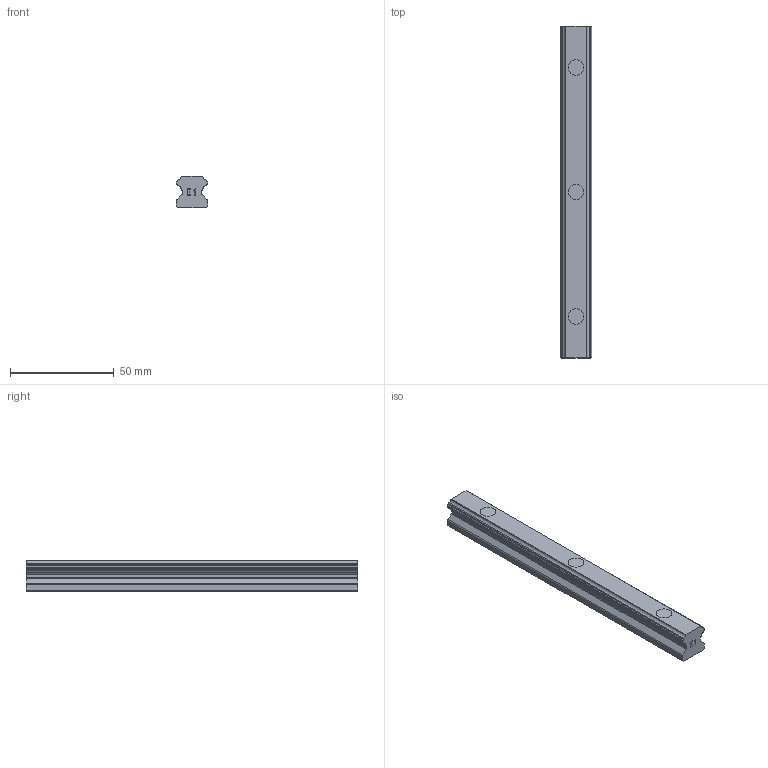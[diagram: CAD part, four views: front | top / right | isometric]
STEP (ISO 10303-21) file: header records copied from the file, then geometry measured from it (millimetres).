
FILE_DESCRIPTION(('STEP AP214'),'1');
FILE_NAME('cctmp_3055D44E-7F57-4206-AE2C-BDFE86B6FC7C_2020_4_23_8_31_26_741..stp','2020-04-23T06:31:26',('HIWIN GmbH'),('CADClick - www.CADClick.com'),'Spatial InterOp 3D',' ','unknown authorization');
FILE_SCHEMA(('AUTOMOTIVE_DESIGN'));
Length unit declared in the file: millimetre
Products named in the file (1): HGR15R160H_FILE
Bounding box: 15 x 160 x 15 mm (x, y, z)
Volume: 29275 mm3; surface area: 11113.5 mm2
Topology: 1 solids, 1 shells, 142 faces, 381 edges, 254 vertices
Faces by surface type: plane 98, cylinder 44
Entity records: 5593 total; most frequent: CARTESIAN_POINT 778, ORIENTED_EDGE 762, DIRECTION 755, EDGE_CURVE 381, LINE 293, VECTOR 293, VERTEX_POINT 254, AXIS2_PLACEMENT_3D 231
